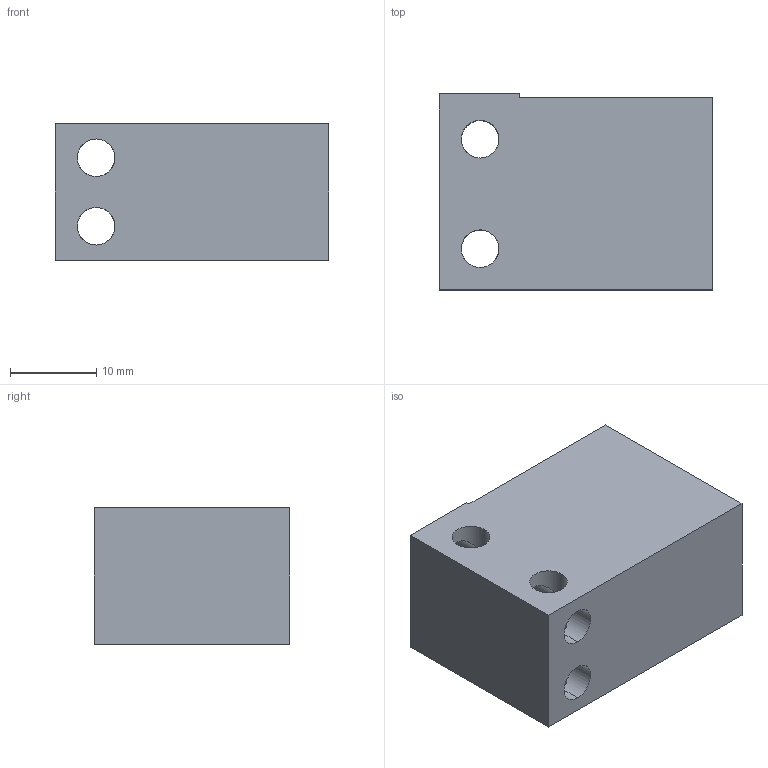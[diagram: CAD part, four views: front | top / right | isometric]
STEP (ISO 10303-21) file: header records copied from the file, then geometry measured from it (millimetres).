
FILE_DESCRIPTION (( 'STEP AP214' ), '1' );
FILE_NAME ('GM-321.step', '2018-10-25T18:22:31', ( '' ), ( '' ), 'SwSTEP 2.0', 'SolidWorks 2018', '' );
FILE_SCHEMA (( 'AUTOMOTIVE_DESIGN' ));
Length unit declared in the file: inch
Products named in the file (1): GM-321
Bounding box: 31.75 x 22.73 x 15.88 mm (x, y, z)
Volume: 9556.2 mm3; surface area: 4674.5 mm2
Topology: 1 solids, 1 shells, 68 faces, 183 edges, 101 vertices
Faces by surface type: cylinder 40, cone 20, plane 8
Entity records: 2346 total; most frequent: CARTESIAN_POINT 579, ORIENTED_EDGE 346, DIRECTION 326, EDGE_CURVE 173, AXIS2_PLACEMENT_3D 124, VERTEX_POINT 101, EDGE_LOOP 84, LINE 78
